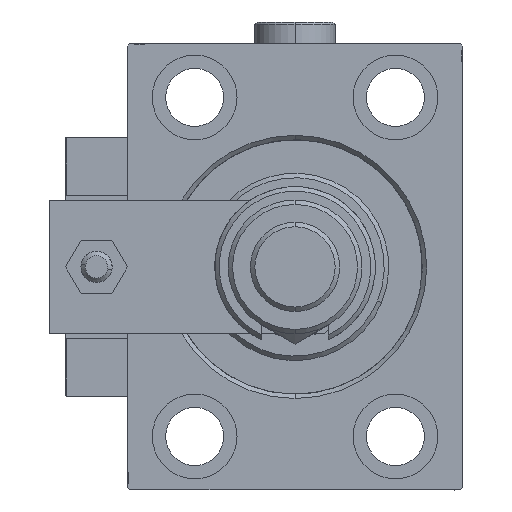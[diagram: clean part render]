
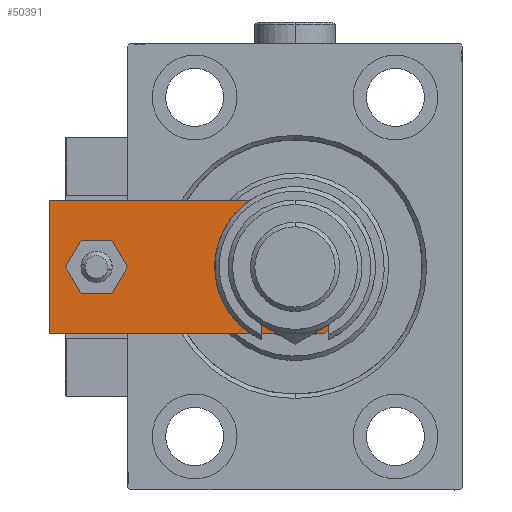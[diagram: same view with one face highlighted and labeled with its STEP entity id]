
A CAD part, left-side view. The second image highlights one B-rep face of the part: STEP entity #50391.
In plain terms, the highlighted face is planar.
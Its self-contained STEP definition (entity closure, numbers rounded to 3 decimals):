
#409 = VERTEX_POINT ( 'NONE', #38404 ) ;
#675 = DIRECTION ( 'NONE',  ( 0., 0., 1. ) ) ;
#1357 = EDGE_CURVE ( 'NONE', #4024, #46120, #23271, .T. ) ;
#1661 = CARTESIAN_POINT ( 'NONE',  ( 4., 59.5, 8. ) ) ;
#2186 = ORIENTED_EDGE ( 'NONE', *, *, #3957, .F. ) ;
#2284 = CARTESIAN_POINT ( 'NONE',  ( 6.5, 0., 8. ) ) ;
#2891 = ORIENTED_EDGE ( 'NONE', *, *, #1357, .F. ) ;
#3913 = VECTOR ( 'NONE', #30761, 1000. ) ;
#3957 = EDGE_CURVE ( 'NONE', #29601, #7289, #48760, .T. ) ;
#4024 = VERTEX_POINT ( 'NONE', #42023 ) ;
#4704 = EDGE_CURVE ( 'NONE', #49626, #409, #13684, .T. ) ;
#5312 = ORIENTED_EDGE ( 'NONE', *, *, #32301, .F. ) ;
#5674 = CARTESIAN_POINT ( 'NONE',  ( -15., 8.5, 8. ) ) ;
#6502 = CARTESIAN_POINT ( 'NONE',  ( 15., 0., 8. ) ) ;
#6940 = CARTESIAN_POINT ( 'NONE',  ( -15., 70., 8. ) ) ;
#7208 = LINE ( 'NONE', #6940, #30577 ) ;
#7289 = VERTEX_POINT ( 'NONE', #1661 ) ;
#8119 = DIRECTION ( 'NONE',  ( 0., 0., 1. ) ) ;
#8794 = CIRCLE ( 'NONE', #29917, 10. ) ;
#9114 = EDGE_LOOP ( 'NONE', ( #33486, #23299, #24043, #16946, #14523, #22743 ) ) ;
#10032 = AXIS2_PLACEMENT_3D ( 'NONE', #37607, #8119, #50826 ) ;
#10085 = FACE_BOUND ( 'NONE', #42195, .T. ) ;
#11733 = EDGE_CURVE ( 'NONE', #33371, #53118, #7208, .T. ) ;
#12436 = CARTESIAN_POINT ( 'NONE',  ( -4., 59.5, 8. ) ) ;
#13091 = DIRECTION ( 'NONE',  ( 1., 0., 0. ) ) ;
#13684 = LINE ( 'NONE', #6502, #3913 ) ;
#14523 = ORIENTED_EDGE ( 'NONE', *, *, #4704, .T. ) ;
#16185 = CARTESIAN_POINT ( 'NONE',  ( 15., 70., 8. ) ) ;
#16559 = CARTESIAN_POINT ( 'NONE',  ( 3.25, -3.25, 8. ) ) ;
#16593 = EDGE_CURVE ( 'NONE', #26315, #49626, #38047, .T. ) ;
#16946 = ORIENTED_EDGE ( 'NONE', *, *, #16593, .T. ) ;
#17695 = AXIS2_PLACEMENT_3D ( 'NONE', #53071, #40962, #32674 ) ;
#19219 = VECTOR ( 'NONE', #54468, 1000. ) ;
#20101 = EDGE_CURVE ( 'NONE', #46120, #4024, #8794, .T. ) ;
#20520 = CARTESIAN_POINT ( 'NONE',  ( -15., 0., 8. ) ) ;
#21298 = DIRECTION ( 'NONE',  ( 0.707, -0.707, 0. ) ) ;
#22743 = ORIENTED_EDGE ( 'NONE', *, *, #41530, .T. ) ;
#23045 = VECTOR ( 'NONE', #28524, 1000. ) ;
#23271 = CIRCLE ( 'NONE', #29445, 10. ) ;
#23299 = ORIENTED_EDGE ( 'NONE', *, *, #46411, .T. ) ;
#24043 = ORIENTED_EDGE ( 'NONE', *, *, #52574, .T. ) ;
#24094 = CIRCLE ( 'NONE', #40825, 4. ) ;
#25154 = CARTESIAN_POINT ( 'NONE',  ( 15., 8.5, 8. ) ) ;
#26315 = VERTEX_POINT ( 'NONE', #2284 ) ;
#26898 = FACE_OUTER_BOUND ( 'NONE', #9114, .T. ) ;
#28087 = DIRECTION ( 'NONE',  ( 0., 0., 1. ) ) ;
#28524 = DIRECTION ( 'NONE',  ( 1., 0., 0. ) ) ;
#28632 = DIRECTION ( 'NONE',  ( 1., 0., 0. ) ) ;
#29445 = AXIS2_PLACEMENT_3D ( 'NONE', #38948, #38672, #50814 ) ;
#29601 = VERTEX_POINT ( 'NONE', #12436 ) ;
#29779 = DIRECTION ( 'NONE',  ( 0.707, 0.707, 0. ) ) ;
#29917 = AXIS2_PLACEMENT_3D ( 'NONE', #45167, #28087, #28632 ) ;
#30113 = CARTESIAN_POINT ( 'NONE',  ( -3.25, -3.25, 8. ) ) ;
#30410 = ORIENTED_EDGE ( 'NONE', *, *, #20101, .F. ) ;
#30577 = VECTOR ( 'NONE', #36158, 1000. ) ;
#30761 = DIRECTION ( 'NONE',  ( 0., 1., 0. ) ) ;
#32301 = EDGE_CURVE ( 'NONE', #7289, #29601, #24094, .T. ) ;
#32674 = DIRECTION ( 'NONE',  ( 1., 0., 0. ) ) ;
#32764 = CARTESIAN_POINT ( 'NONE',  ( -15., 70., 8. ) ) ;
#33266 = VECTOR ( 'NONE', #29779, 1000. ) ;
#33371 = VERTEX_POINT ( 'NONE', #32764 ) ;
#33486 = ORIENTED_EDGE ( 'NONE', *, *, #11733, .T. ) ;
#33491 = CARTESIAN_POINT ( 'NONE',  ( 0., 59.5, 8. ) ) ;
#36158 = DIRECTION ( 'NONE',  ( 0., -1., 0. ) ) ;
#37607 = CARTESIAN_POINT ( 'NONE',  ( 0., 59.5, 8. ) ) ;
#37677 = LINE ( 'NONE', #16185, #19219 ) ;
#37885 = VECTOR ( 'NONE', #21298, 1000. ) ;
#38047 = LINE ( 'NONE', #16559, #33266 ) ;
#38243 = CARTESIAN_POINT ( 'NONE',  ( -6.5, 0., 8. ) ) ;
#38404 = CARTESIAN_POINT ( 'NONE',  ( 15., 70., 8. ) ) ;
#38672 = DIRECTION ( 'NONE',  ( 0., 0., 1. ) ) ;
#38777 = VERTEX_POINT ( 'NONE', #38243 ) ;
#38948 = CARTESIAN_POINT ( 'NONE',  ( 0., 15., 8. ) ) ;
#38988 = CARTESIAN_POINT ( 'NONE',  ( 10., 15., 8. ) ) ;
#40825 = AXIS2_PLACEMENT_3D ( 'NONE', #33491, #675, #13091 ) ;
#40962 = DIRECTION ( 'NONE',  ( 0., 0., 1. ) ) ;
#41530 = EDGE_CURVE ( 'NONE', #409, #33371, #37677, .T. ) ;
#41711 = LINE ( 'NONE', #30113, #37885 ) ;
#42023 = CARTESIAN_POINT ( 'NONE',  ( -10., 15., 8. ) ) ;
#42195 = EDGE_LOOP ( 'NONE', ( #2186, #5312 ) ) ;
#45167 = CARTESIAN_POINT ( 'NONE',  ( 0., 15., 8. ) ) ;
#46120 = VERTEX_POINT ( 'NONE', #38988 ) ;
#46411 = EDGE_CURVE ( 'NONE', #53118, #38777, #41711, .T. ) ;
#47891 = EDGE_LOOP ( 'NONE', ( #2891, #30410 ) ) ;
#48663 = FACE_BOUND ( 'NONE', #47891, .T. ) ;
#48760 = CIRCLE ( 'NONE', #10032, 4. ) ;
#49206 = PLANE ( 'NONE',  #17695 ) ;
#49465 = LINE ( 'NONE', #20520, #23045 ) ;
#49626 = VERTEX_POINT ( 'NONE', #25154 ) ;
#50391 = ADVANCED_FACE ( 'NONE', ( #10085, #26898, #48663 ), #49206, .T. ) ;
#50814 = DIRECTION ( 'NONE',  ( 1., 0., 0. ) ) ;
#50826 = DIRECTION ( 'NONE',  ( 1., 0., 0. ) ) ;
#52574 = EDGE_CURVE ( 'NONE', #38777, #26315, #49465, .T. ) ;
#53071 = CARTESIAN_POINT ( 'NONE',  ( 0., 0., 8. ) ) ;
#53118 = VERTEX_POINT ( 'NONE', #5674 ) ;
#54468 = DIRECTION ( 'NONE',  ( -1., 0., 0. ) ) ;
